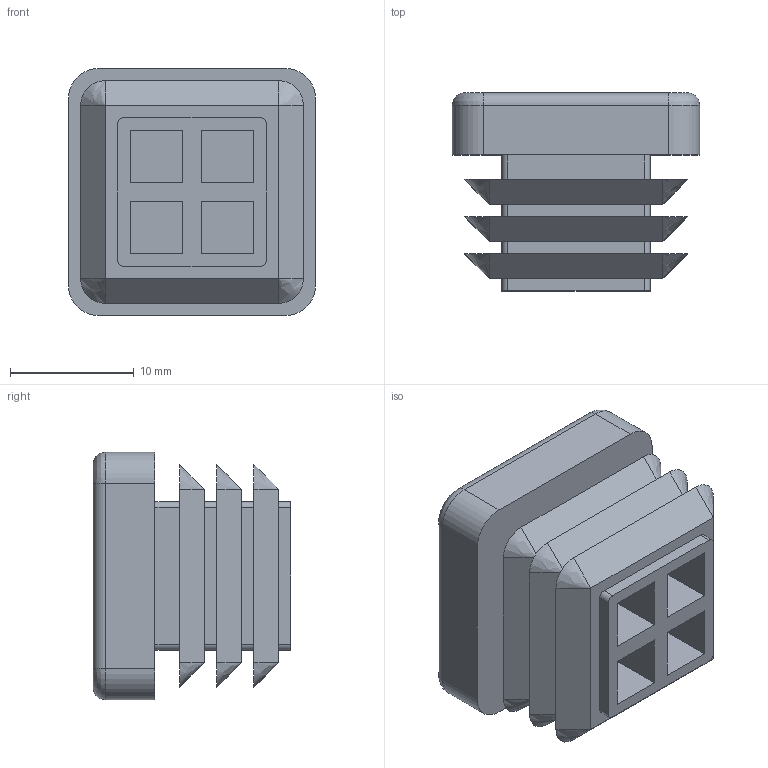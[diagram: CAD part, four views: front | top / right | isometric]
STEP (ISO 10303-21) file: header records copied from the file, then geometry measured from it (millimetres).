
FILE_DESCRIPTION(('STEP AP203'),'2;1');
FILE_NAME('XC30120G.stp','2011-02-02T11:20:37',(''),(''),'2009.3.110','THINKDESIGN','');
FILE_SCHEMA(('CONFIG_CONTROL_DESIGN'));
Length unit declared in the file: millimetre
Bounding box: 20 x 16 x 20 mm (x, y, z)
Volume: 3129 mm3; surface area: 3606.3 mm2
Topology: 1 solids, 1 shells, 105 faces, 268 edges, 164 vertices
Faces by surface type: plane 61, cylinder 28, bspline 16
Entity records: 3219 total; most frequent: CARTESIAN_POINT 653, ORIENTED_EDGE 512, DIRECTION 506, EDGE_CURVE 256, VECTOR 184, LINE 184, VERTEX_POINT 164, AXIS2_PLACEMENT_3D 161
